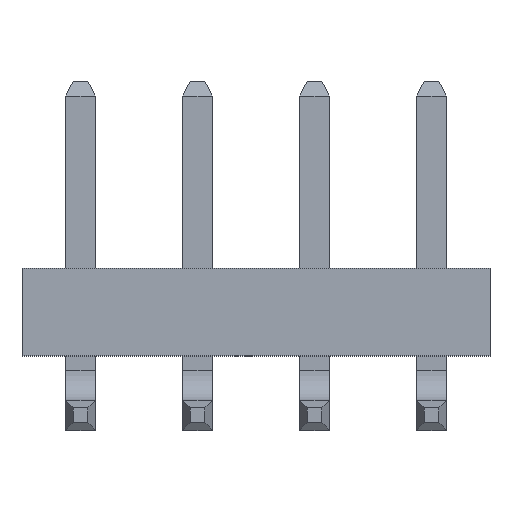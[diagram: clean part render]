
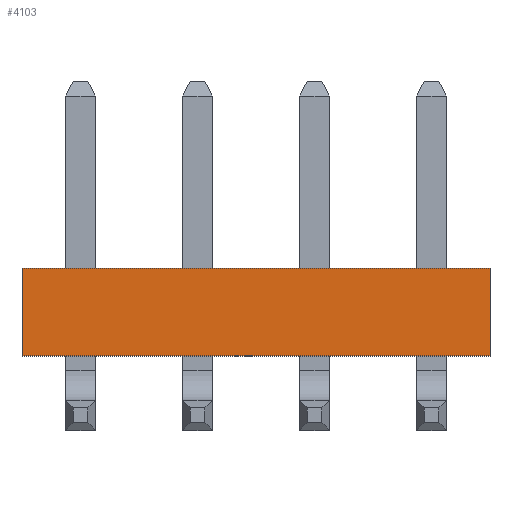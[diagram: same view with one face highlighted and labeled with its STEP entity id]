
A CAD part, top view. The second image highlights one B-rep face of the part: STEP entity #4103.
In plain terms, the highlighted planar face has unit normal (0, 0, 1).
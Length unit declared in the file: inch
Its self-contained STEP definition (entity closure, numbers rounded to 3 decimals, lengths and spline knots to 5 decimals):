
#97=ORIENTED_EDGE('',*,*,#1280,.T.);
#98=ORIENTED_EDGE('',*,*,#1288,.F.);
#99=ORIENTED_EDGE('',*,*,#1289,.F.);
#100=ORIENTED_EDGE('',*,*,#1283,.T.);
#1280=EDGE_CURVE('',#1874,#1876,#2252,.T.);
#1283=EDGE_CURVE('',#1879,#1874,#2255,.T.);
#1288=EDGE_CURVE('',#1883,#1876,#2260,.T.);
#1289=EDGE_CURVE('',#1879,#1883,#2261,.T.);
#1874=VERTEX_POINT('',#5741);
#1876=VERTEX_POINT('',#5745);
#1879=VERTEX_POINT('',#5753);
#1883=VERTEX_POINT('',#5763);
#2252=LINE('',#5746,#2816);
#2255=LINE('',#5752,#2819);
#2260=LINE('',#5762,#2824);
#2261=LINE('',#5764,#2825);
#2816=VECTOR('',#4644,39.37008);
#2819=VECTOR('',#4649,39.37008);
#2824=VECTOR('',#4656,39.37008);
#2825=VECTOR('',#4657,39.37008);
#3379=EDGE_LOOP('',(#97,#98,#99,#100));
#3633=FACE_BOUND('',#3379,.T.);
#3887=PLANE('',#4372);
#4103=ADVANCED_FACE('',(#3633),#3887,.F.);
#4372=AXIS2_PLACEMENT_3D('',#5761,#4654,#4655);
#4644=DIRECTION('',(1.,0.,0.));
#4649=DIRECTION('',(0.,-1.,0.));
#4654=DIRECTION('',(0.,0.,-1.));
#4655=DIRECTION('',(-1.,0.,0.));
#4656=DIRECTION('',(0.,-1.,0.));
#4657=DIRECTION('',(1.,0.,0.));
#5741=CARTESIAN_POINT('',(-0.15748,0.,0.0775));
#5745=CARTESIAN_POINT('',(0.15748,0.,0.0775));
#5746=CARTESIAN_POINT('',(-0.15748,0.,0.0775));
#5752=CARTESIAN_POINT('',(-0.15748,0.059,0.0775));
#5753=CARTESIAN_POINT('',(-0.15748,0.059,0.0775));
#5761=CARTESIAN_POINT('',(-0.15748,0.059,0.0775));
#5762=CARTESIAN_POINT('',(0.15748,0.059,0.0775));
#5763=CARTESIAN_POINT('',(0.15748,0.059,0.0775));
#5764=CARTESIAN_POINT('',(-0.15748,0.059,0.0775));
